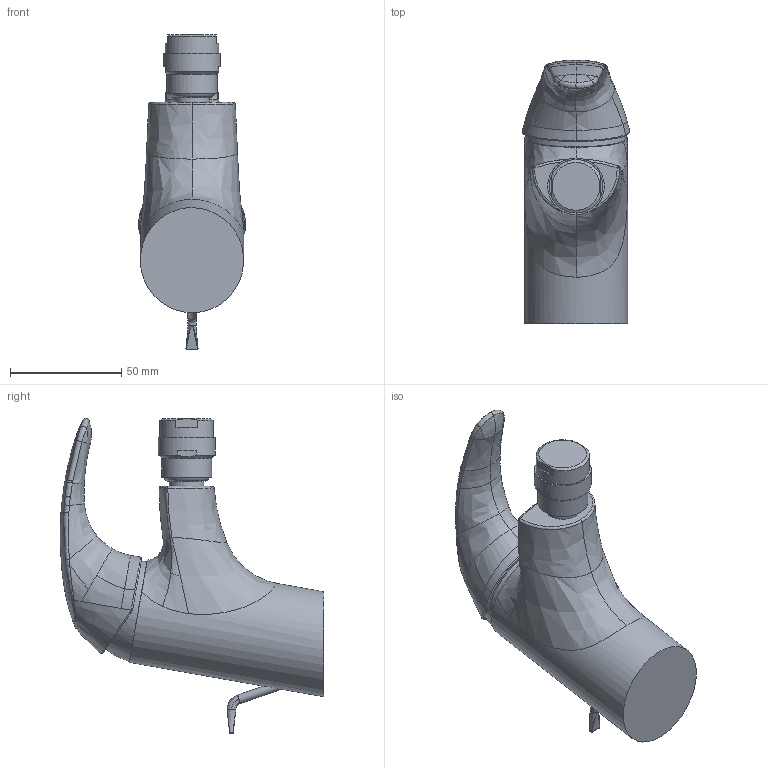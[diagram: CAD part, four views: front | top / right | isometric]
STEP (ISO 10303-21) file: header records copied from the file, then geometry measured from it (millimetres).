
FILE_DESCRIPTION (( 'STEP AP203' ), '1' );
FILE_NAME ('46073203.STEP', '2017-03-09T05:53:52', ( '' ), ( '' ), 'SwSTEP 2.0', 'SolidWorks 2016', '' );
FILE_SCHEMA (( 'CONFIG_CONTROL_DESIGN' ));
Length unit declared in the file: millimetre
Products named in the file (1): 46073203
Bounding box: 48.21 x 118.59 x 141.74 mm (x, y, z)
Volume: 253586.6 mm3; surface area: 29873.5 mm2
Topology: 1 solids, 1 shells, 156 faces, 376 edges, 220 vertices
Faces by surface type: bspline 122, plane 18, cylinder 12, cone 3, torus 1
Full cylindrical faces by diameter (mm): 4 x1, 15.588 x1, 22.55 x1, 24 x1, 25.5 x1, 46.5 x1
Entity records: 12898 total; most frequent: CARTESIAN_POINT 10278, ORIENTED_EDGE 702, EDGE_CURVE 351, B_SPLINE_CURVE_WITH_KNOTS 285, VERTEX_POINT 212, DIRECTION 175, EDGE_LOOP 171, FACE_OUTER_BOUND 164
